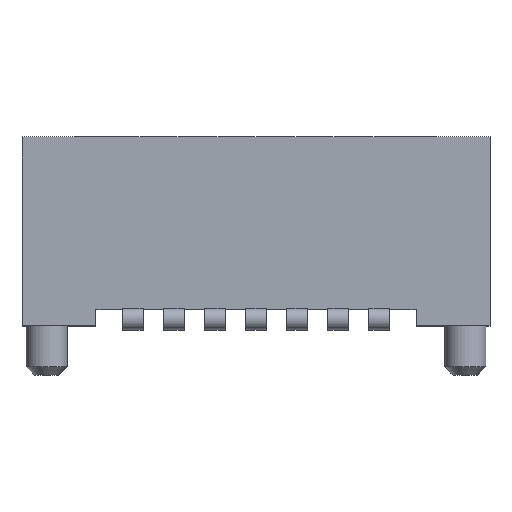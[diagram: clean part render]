
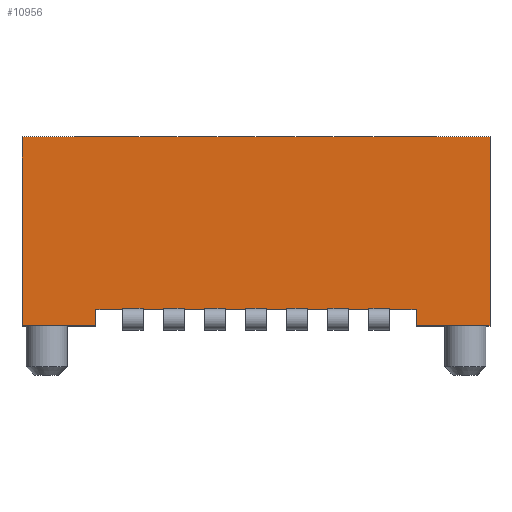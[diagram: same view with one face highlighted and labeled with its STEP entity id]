
A CAD part, top view. The second image highlights one B-rep face of the part: STEP entity #10956.
In plain terms, the highlighted planar face has unit normal (0, 0, 1).
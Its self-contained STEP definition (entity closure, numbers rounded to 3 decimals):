
#13=DIRECTION('',(1.,0.,0.));
#14=VECTOR('',#13,0.9);
#15=CARTESIAN_POINT('',(-2.85,0.,1.9));
#16=LINE('',#15,#14);
#57=DIRECTION('',(1.,0.,0.));
#58=VECTOR('',#57,0.9);
#59=CARTESIAN_POINT('',(1.95,0.,1.9));
#60=LINE('',#59,#58);
#85=DIRECTION('',(0.,1.,0.));
#86=VECTOR('',#85,0.01);
#87=CARTESIAN_POINT('',(-1.625,0.2,1.9));
#88=LINE('',#87,#86);
#89=DIRECTION('',(1.,0.,0.));
#90=VECTOR('',#89,0.325);
#91=CARTESIAN_POINT('',(-1.95,0.2,1.9));
#92=LINE('',#91,#90);
#93=DIRECTION('',(0.,1.,0.));
#94=VECTOR('',#93,0.2);
#95=CARTESIAN_POINT('',(-1.95,0.,1.9));
#96=LINE('',#95,#94);
#97=DIRECTION('',(0.,1.,0.));
#98=VECTOR('',#97,2.3);
#99=CARTESIAN_POINT('',(-2.85,0.,1.9));
#100=LINE('',#99,#98);
#101=DIRECTION('',(0.,1.,0.));
#102=VECTOR('',#101,0.2);
#103=CARTESIAN_POINT('',(1.95,0.,1.9));
#104=LINE('',#103,#102);
#105=DIRECTION('',(1.,0.,0.));
#106=VECTOR('',#105,0.325);
#107=CARTESIAN_POINT('',(1.625,0.2,1.9));
#108=LINE('',#107,#106);
#109=DIRECTION('',(0.,1.,0.));
#110=VECTOR('',#109,0.01);
#111=CARTESIAN_POINT('',(1.625,0.2,1.9));
#112=LINE('',#111,#110);
#113=DIRECTION('',(1.,0.,0.));
#114=VECTOR('',#113,0.25);
#115=CARTESIAN_POINT('',(1.375,0.21,1.9));
#116=LINE('',#115,#114);
#117=DIRECTION('',(0.,1.,0.));
#118=VECTOR('',#117,0.01);
#119=CARTESIAN_POINT('',(1.375,0.2,1.9));
#120=LINE('',#119,#118);
#121=DIRECTION('',(1.,0.,0.));
#122=VECTOR('',#121,0.25);
#123=CARTESIAN_POINT('',(1.125,0.2,1.9));
#124=LINE('',#123,#122);
#125=DIRECTION('',(0.,1.,0.));
#126=VECTOR('',#125,0.01);
#127=CARTESIAN_POINT('',(1.125,0.2,1.9));
#128=LINE('',#127,#126);
#129=DIRECTION('',(1.,0.,0.));
#130=VECTOR('',#129,0.25);
#131=CARTESIAN_POINT('',(0.875,0.21,1.9));
#132=LINE('',#131,#130);
#133=DIRECTION('',(0.,1.,0.));
#134=VECTOR('',#133,0.01);
#135=CARTESIAN_POINT('',(0.875,0.2,1.9));
#136=LINE('',#135,#134);
#137=DIRECTION('',(1.,0.,0.));
#138=VECTOR('',#137,0.25);
#139=CARTESIAN_POINT('',(0.625,0.2,1.9));
#140=LINE('',#139,#138);
#141=DIRECTION('',(0.,1.,0.));
#142=VECTOR('',#141,0.01);
#143=CARTESIAN_POINT('',(0.625,0.2,1.9));
#144=LINE('',#143,#142);
#145=DIRECTION('',(1.,0.,0.));
#146=VECTOR('',#145,0.25);
#147=CARTESIAN_POINT('',(0.375,0.21,1.9));
#148=LINE('',#147,#146);
#149=DIRECTION('',(0.,1.,0.));
#150=VECTOR('',#149,0.01);
#151=CARTESIAN_POINT('',(0.375,0.2,1.9));
#152=LINE('',#151,#150);
#153=DIRECTION('',(1.,0.,0.));
#154=VECTOR('',#153,0.25);
#155=CARTESIAN_POINT('',(0.125,0.2,1.9));
#156=LINE('',#155,#154);
#157=DIRECTION('',(0.,1.,0.));
#158=VECTOR('',#157,0.01);
#159=CARTESIAN_POINT('',(0.125,0.2,1.9));
#160=LINE('',#159,#158);
#161=DIRECTION('',(1.,0.,0.));
#162=VECTOR('',#161,0.25);
#163=CARTESIAN_POINT('',(-0.125,0.21,1.9));
#164=LINE('',#163,#162);
#165=DIRECTION('',(0.,1.,0.));
#166=VECTOR('',#165,0.01);
#167=CARTESIAN_POINT('',(-0.125,0.2,1.9));
#168=LINE('',#167,#166);
#169=DIRECTION('',(1.,0.,0.));
#170=VECTOR('',#169,0.25);
#171=CARTESIAN_POINT('',(-0.375,0.2,1.9));
#172=LINE('',#171,#170);
#173=DIRECTION('',(0.,1.,0.));
#174=VECTOR('',#173,0.01);
#175=CARTESIAN_POINT('',(-0.375,0.2,1.9));
#176=LINE('',#175,#174);
#177=DIRECTION('',(1.,0.,0.));
#178=VECTOR('',#177,0.25);
#179=CARTESIAN_POINT('',(-0.625,0.21,1.9));
#180=LINE('',#179,#178);
#181=DIRECTION('',(0.,1.,0.));
#182=VECTOR('',#181,0.01);
#183=CARTESIAN_POINT('',(-0.625,0.2,1.9));
#184=LINE('',#183,#182);
#185=DIRECTION('',(1.,0.,0.));
#186=VECTOR('',#185,0.25);
#187=CARTESIAN_POINT('',(-0.875,0.2,1.9));
#188=LINE('',#187,#186);
#189=DIRECTION('',(0.,1.,0.));
#190=VECTOR('',#189,0.01);
#191=CARTESIAN_POINT('',(-0.875,0.2,1.9));
#192=LINE('',#191,#190);
#193=DIRECTION('',(1.,0.,0.));
#194=VECTOR('',#193,0.25);
#195=CARTESIAN_POINT('',(-1.125,0.21,1.9));
#196=LINE('',#195,#194);
#197=DIRECTION('',(0.,1.,0.));
#198=VECTOR('',#197,0.01);
#199=CARTESIAN_POINT('',(-1.125,0.2,1.9));
#200=LINE('',#199,#198);
#201=DIRECTION('',(1.,0.,0.));
#202=VECTOR('',#201,0.25);
#203=CARTESIAN_POINT('',(-1.375,0.2,1.9));
#204=LINE('',#203,#202);
#205=DIRECTION('',(0.,1.,0.));
#206=VECTOR('',#205,0.01);
#207=CARTESIAN_POINT('',(-1.375,0.2,1.9));
#208=LINE('',#207,#206);
#209=DIRECTION('',(1.,0.,0.));
#210=VECTOR('',#209,0.25);
#211=CARTESIAN_POINT('',(-1.625,0.21,1.9));
#212=LINE('',#211,#210);
#2621=DIRECTION('',(1.,0.,0.));
#2622=VECTOR('',#2621,5.7);
#2623=CARTESIAN_POINT('',(-2.85,2.3,1.9));
#2624=LINE('',#2623,#2622);
#3189=DIRECTION('',(0.,1.,0.));
#3190=VECTOR('',#3189,2.3);
#3191=CARTESIAN_POINT('',(2.85,0.,1.9));
#3192=LINE('',#3191,#3190);
#8229=CARTESIAN_POINT('',(-2.85,2.3,1.9));
#8230=CARTESIAN_POINT('',(2.85,2.3,1.9));
#8231=VERTEX_POINT('',#8229);
#8232=VERTEX_POINT('',#8230);
#8239=CARTESIAN_POINT('',(-2.85,0.,1.9));
#8240=VERTEX_POINT('',#8239);
#8241=CARTESIAN_POINT('',(2.85,0.,1.9));
#8242=VERTEX_POINT('',#8241);
#8269=CARTESIAN_POINT('',(-1.95,0.,1.9));
#8271=VERTEX_POINT('',#8269);
#8291=CARTESIAN_POINT('',(1.95,0.,1.9));
#8292=VERTEX_POINT('',#8291);
#8297=CARTESIAN_POINT('',(-1.95,0.2,1.9));
#8298=VERTEX_POINT('',#8297);
#8299=CARTESIAN_POINT('',(1.95,0.2,1.9));
#8300=VERTEX_POINT('',#8299);
#8517=CARTESIAN_POINT('',(1.375,0.2,1.9));
#8518=CARTESIAN_POINT('',(1.375,0.21,1.9));
#8519=VERTEX_POINT('',#8517);
#8520=VERTEX_POINT('',#8518);
#8521=CARTESIAN_POINT('',(1.625,0.2,1.9));
#8522=CARTESIAN_POINT('',(1.625,0.21,1.9));
#8523=VERTEX_POINT('',#8521);
#8524=VERTEX_POINT('',#8522);
#9557=CARTESIAN_POINT('',(0.875,0.2,1.9));
#9558=CARTESIAN_POINT('',(0.875,0.21,1.9));
#9559=VERTEX_POINT('',#9557);
#9560=VERTEX_POINT('',#9558);
#9561=CARTESIAN_POINT('',(1.125,0.2,1.9));
#9562=CARTESIAN_POINT('',(1.125,0.21,1.9));
#9563=VERTEX_POINT('',#9561);
#9564=VERTEX_POINT('',#9562);
#9641=CARTESIAN_POINT('',(0.375,0.2,1.9));
#9642=CARTESIAN_POINT('',(0.375,0.21,1.9));
#9643=VERTEX_POINT('',#9641);
#9644=VERTEX_POINT('',#9642);
#9645=CARTESIAN_POINT('',(0.625,0.2,1.9));
#9646=CARTESIAN_POINT('',(0.625,0.21,1.9));
#9647=VERTEX_POINT('',#9645);
#9648=VERTEX_POINT('',#9646);
#9725=CARTESIAN_POINT('',(-0.125,0.2,1.9));
#9726=CARTESIAN_POINT('',(-0.125,0.21,1.9));
#9727=VERTEX_POINT('',#9725);
#9728=VERTEX_POINT('',#9726);
#9729=CARTESIAN_POINT('',(0.125,0.2,1.9));
#9730=CARTESIAN_POINT('',(0.125,0.21,1.9));
#9731=VERTEX_POINT('',#9729);
#9732=VERTEX_POINT('',#9730);
#9809=CARTESIAN_POINT('',(-0.625,0.2,1.9));
#9810=CARTESIAN_POINT('',(-0.625,0.21,1.9));
#9811=VERTEX_POINT('',#9809);
#9812=VERTEX_POINT('',#9810);
#9813=CARTESIAN_POINT('',(-0.375,0.2,1.9));
#9814=CARTESIAN_POINT('',(-0.375,0.21,1.9));
#9815=VERTEX_POINT('',#9813);
#9816=VERTEX_POINT('',#9814);
#9893=CARTESIAN_POINT('',(-1.125,0.2,1.9));
#9894=CARTESIAN_POINT('',(-1.125,0.21,1.9));
#9895=VERTEX_POINT('',#9893);
#9896=VERTEX_POINT('',#9894);
#9897=CARTESIAN_POINT('',(-0.875,0.2,1.9));
#9898=CARTESIAN_POINT('',(-0.875,0.21,1.9));
#9899=VERTEX_POINT('',#9897);
#9900=VERTEX_POINT('',#9898);
#9977=CARTESIAN_POINT('',(-1.625,0.2,1.9));
#9978=CARTESIAN_POINT('',(-1.625,0.21,1.9));
#9979=VERTEX_POINT('',#9977);
#9980=VERTEX_POINT('',#9978);
#9981=CARTESIAN_POINT('',(-1.375,0.2,1.9));
#9982=CARTESIAN_POINT('',(-1.375,0.21,1.9));
#9983=VERTEX_POINT('',#9981);
#9984=VERTEX_POINT('',#9982);
#10880=CARTESIAN_POINT('',(-2.85,0.,1.9));
#10881=DIRECTION('',(0.,0.,1.));
#10882=DIRECTION('',(1.,0.,0.));
#10883=AXIS2_PLACEMENT_3D('',#10880,#10881,#10882);
#10884=PLANE('',#10883);
#10886=ORIENTED_EDGE('',*,*,#10885,.F.);
#10888=ORIENTED_EDGE('',*,*,#10887,.F.);
#10889=ORIENTED_EDGE('',*,*,#10871,.F.);
#10890=ORIENTED_EDGE('',*,*,#10800,.F.);
#10892=ORIENTED_EDGE('',*,*,#10891,.T.);
#10894=ORIENTED_EDGE('',*,*,#10893,.T.);
#10896=ORIENTED_EDGE('',*,*,#10895,.F.);
#10897=ORIENTED_EDGE('',*,*,#10852,.F.);
#10899=ORIENTED_EDGE('',*,*,#10898,.T.);
#10901=ORIENTED_EDGE('',*,*,#10900,.F.);
#10903=ORIENTED_EDGE('',*,*,#10902,.T.);
#10905=ORIENTED_EDGE('',*,*,#10904,.F.);
#10907=ORIENTED_EDGE('',*,*,#10906,.F.);
#10909=ORIENTED_EDGE('',*,*,#10908,.F.);
#10911=ORIENTED_EDGE('',*,*,#10910,.T.);
#10913=ORIENTED_EDGE('',*,*,#10912,.F.);
#10915=ORIENTED_EDGE('',*,*,#10914,.F.);
#10917=ORIENTED_EDGE('',*,*,#10916,.F.);
#10919=ORIENTED_EDGE('',*,*,#10918,.T.);
#10921=ORIENTED_EDGE('',*,*,#10920,.F.);
#10923=ORIENTED_EDGE('',*,*,#10922,.F.);
#10925=ORIENTED_EDGE('',*,*,#10924,.F.);
#10927=ORIENTED_EDGE('',*,*,#10926,.T.);
#10929=ORIENTED_EDGE('',*,*,#10928,.F.);
#10931=ORIENTED_EDGE('',*,*,#10930,.F.);
#10933=ORIENTED_EDGE('',*,*,#10932,.F.);
#10935=ORIENTED_EDGE('',*,*,#10934,.T.);
#10937=ORIENTED_EDGE('',*,*,#10936,.F.);
#10939=ORIENTED_EDGE('',*,*,#10938,.F.);
#10941=ORIENTED_EDGE('',*,*,#10940,.F.);
#10943=ORIENTED_EDGE('',*,*,#10942,.T.);
#10945=ORIENTED_EDGE('',*,*,#10944,.F.);
#10947=ORIENTED_EDGE('',*,*,#10946,.F.);
#10949=ORIENTED_EDGE('',*,*,#10948,.F.);
#10951=ORIENTED_EDGE('',*,*,#10950,.T.);
#10953=ORIENTED_EDGE('',*,*,#10952,.F.);
#10954=EDGE_LOOP('',(#10886,#10888,#10889,#10890,#10892,#10894,#10896,#10897,
#10899,#10901,#10903,#10905,#10907,#10909,#10911,#10913,#10915,#10917,#10919,
#10921,#10923,#10925,#10927,#10929,#10931,#10933,#10935,#10937,#10939,#10941,
#10943,#10945,#10947,#10949,#10951,#10953));
#10955=FACE_OUTER_BOUND('',#10954,.F.);
#10800=EDGE_CURVE('',#8240,#8271,#16,.T.);
#10852=EDGE_CURVE('',#8292,#8242,#60,.T.);
#10871=EDGE_CURVE('',#8271,#8298,#96,.T.);
#10885=EDGE_CURVE('',#9979,#9980,#88,.T.);
#10887=EDGE_CURVE('',#8298,#9979,#92,.T.);
#10891=EDGE_CURVE('',#8240,#8231,#100,.T.);
#10893=EDGE_CURVE('',#8231,#8232,#2624,.T.);
#10895=EDGE_CURVE('',#8242,#8232,#3192,.T.);
#10898=EDGE_CURVE('',#8292,#8300,#104,.T.);
#10900=EDGE_CURVE('',#8523,#8300,#108,.T.);
#10902=EDGE_CURVE('',#8523,#8524,#112,.T.);
#10904=EDGE_CURVE('',#8520,#8524,#116,.T.);
#10906=EDGE_CURVE('',#8519,#8520,#120,.T.);
#10908=EDGE_CURVE('',#9563,#8519,#124,.T.);
#10910=EDGE_CURVE('',#9563,#9564,#128,.T.);
#10912=EDGE_CURVE('',#9560,#9564,#132,.T.);
#10914=EDGE_CURVE('',#9559,#9560,#136,.T.);
#10916=EDGE_CURVE('',#9647,#9559,#140,.T.);
#10918=EDGE_CURVE('',#9647,#9648,#144,.T.);
#10920=EDGE_CURVE('',#9644,#9648,#148,.T.);
#10922=EDGE_CURVE('',#9643,#9644,#152,.T.);
#10924=EDGE_CURVE('',#9731,#9643,#156,.T.);
#10926=EDGE_CURVE('',#9731,#9732,#160,.T.);
#10928=EDGE_CURVE('',#9728,#9732,#164,.T.);
#10930=EDGE_CURVE('',#9727,#9728,#168,.T.);
#10932=EDGE_CURVE('',#9815,#9727,#172,.T.);
#10934=EDGE_CURVE('',#9815,#9816,#176,.T.);
#10936=EDGE_CURVE('',#9812,#9816,#180,.T.);
#10938=EDGE_CURVE('',#9811,#9812,#184,.T.);
#10940=EDGE_CURVE('',#9899,#9811,#188,.T.);
#10942=EDGE_CURVE('',#9899,#9900,#192,.T.);
#10944=EDGE_CURVE('',#9896,#9900,#196,.T.);
#10946=EDGE_CURVE('',#9895,#9896,#200,.T.);
#10948=EDGE_CURVE('',#9983,#9895,#204,.T.);
#10950=EDGE_CURVE('',#9983,#9984,#208,.T.);
#10952=EDGE_CURVE('',#9980,#9984,#212,.T.);
#10956=ADVANCED_FACE('',(#10955),#10884,.T.);
